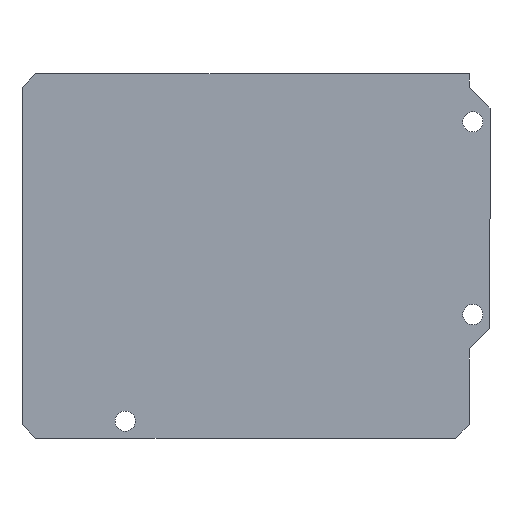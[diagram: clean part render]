
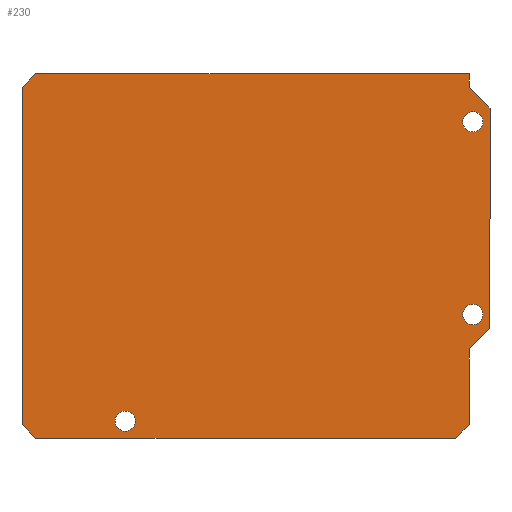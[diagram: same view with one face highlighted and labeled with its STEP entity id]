
A CAD part, front view. The second image highlights one B-rep face of the part: STEP entity #230.
In plain terms, the highlighted planar face has unit normal (0, -1, 0).
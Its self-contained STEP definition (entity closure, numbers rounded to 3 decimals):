
#7 = CIRCLE ( 'NONE', #382, 1.473 ) ;
#8 = VECTOR ( 'NONE', #507, 1000. ) ;
#10 = VERTEX_POINT ( 'NONE', #435 ) ;
#12 = VERTEX_POINT ( 'NONE', #539 ) ;
#15 = EDGE_CURVE ( 'NONE', #49, #81, #7, .T. ) ;
#23 = VERTEX_POINT ( 'NONE', #587 ) ;
#27 = FACE_BOUND ( 'NONE', #232, .T. ) ;
#44 = PLANE ( 'NONE',  #352 ) ;
#49 = VERTEX_POINT ( 'NONE', #626 ) ;
#51 = VERTEX_POINT ( 'NONE', #590 ) ;
#52 = VECTOR ( 'NONE', #282, 1000. ) ;
#55 = CARTESIAN_POINT ( 'NONE',  ( 31.5, 0., 18.027 ) ) ;
#57 = EDGE_CURVE ( 'NONE', #591, #124, #461, .T. ) ;
#66 = LINE ( 'NONE', #654, #453 ) ;
#81 = VERTEX_POINT ( 'NONE', #513 ) ;
#83 = CARTESIAN_POINT ( 'NONE',  ( 31.5, 0., 20.973 ) ) ;
#84 = VECTOR ( 'NONE', #205, 1000. ) ;
#85 = EDGE_CURVE ( 'NONE', #559, #551, #583, .T. ) ;
#91 = DIRECTION ( 'NONE',  ( 0., 1., 0. ) ) ;
#93 = CARTESIAN_POINT ( 'NONE',  ( -34., 0., -26.5 ) ) ;
#102 = CARTESIAN_POINT ( 'NONE',  ( -19., 0., -24. ) ) ;
#103 = DIRECTION ( 'NONE',  ( 0., 0., -1. ) ) ;
#105 = ORIENTED_EDGE ( 'NONE', *, *, #360, .T. ) ;
#109 = AXIS2_PLACEMENT_3D ( 'NONE', #102, #601, #255 ) ;
#111 = ORIENTED_EDGE ( 'NONE', *, *, #308, .T. ) ;
#113 = ORIENTED_EDGE ( 'NONE', *, *, #336, .F. ) ;
#114 = VECTOR ( 'NONE', #648, 1000. ) ;
#117 = EDGE_CURVE ( 'NONE', #10, #23, #619, .T. ) ;
#118 = EDGE_LOOP ( 'NONE', ( #470, #312, #156, #111, #610, #466, #297, #221, #275, #113, #277 ) ) ;
#120 = ORIENTED_EDGE ( 'NONE', *, *, #57, .T. ) ;
#121 = LINE ( 'NONE', #153, #8 ) ;
#123 = AXIS2_PLACEMENT_3D ( 'NONE', #164, #212, #647 ) ;
#124 = VERTEX_POINT ( 'NONE', #545 ) ;
#136 = CARTESIAN_POINT ( 'NONE',  ( -34., 0., 24.5 ) ) ;
#143 = EDGE_CURVE ( 'NONE', #260, #515, #655, .T. ) ;
#148 = CARTESIAN_POINT ( 'NONE',  ( 31.5, 0., -8.5 ) ) ;
#153 = CARTESIAN_POINT ( 'NONE',  ( 34., 0., 21.5 ) ) ;
#156 = ORIENTED_EDGE ( 'NONE', *, *, #143, .F. ) ;
#159 = DIRECTION ( 'NONE',  ( 0., 1., 0. ) ) ;
#162 = VERTEX_POINT ( 'NONE', #431 ) ;
#164 = CARTESIAN_POINT ( 'NONE',  ( 31.5, 0., 19.5 ) ) ;
#172 = FACE_OUTER_BOUND ( 'NONE', #118, .T. ) ;
#181 = FACE_BOUND ( 'NONE', #266, .T. ) ;
#184 = CARTESIAN_POINT ( 'NONE',  ( -19., 0., -24. ) ) ;
#191 = VECTOR ( 'NONE', #374, 1000. ) ;
#194 = EDGE_CURVE ( 'NONE', #124, #591, #418, .T. ) ;
#205 = DIRECTION ( 'NONE',  ( 1., 0., 0. ) ) ;
#212 = DIRECTION ( 'NONE',  ( 0., 1., 0. ) ) ;
#218 = CARTESIAN_POINT ( 'NONE',  ( 31., 0., -24.5 ) ) ;
#221 = ORIENTED_EDGE ( 'NONE', *, *, #238, .F. ) ;
#222 = ORIENTED_EDGE ( 'NONE', *, *, #330, .T. ) ;
#228 = LINE ( 'NONE', #338, #372 ) ;
#230 = ADVANCED_FACE ( 'NONE', ( #181, #553, #27, #172 ), #44, .F. ) ;
#232 = EDGE_LOOP ( 'NONE', ( #265, #536 ) ) ;
#233 = DIRECTION ( 'NONE',  ( 0., 0., 1. ) ) ;
#238 = EDGE_CURVE ( 'NONE', #620, #253, #66, .T. ) ;
#240 = DIRECTION ( 'NONE',  ( -0.707, 0., -0.707 ) ) ;
#247 = VECTOR ( 'NONE', #390, 1000. ) ;
#249 = CARTESIAN_POINT ( 'NONE',  ( -34., 0., -26.5 ) ) ;
#253 = VERTEX_POINT ( 'NONE', #499 ) ;
#255 = DIRECTION ( 'NONE',  ( 0., 0., 1. ) ) ;
#260 = VERTEX_POINT ( 'NONE', #344 ) ;
#265 = ORIENTED_EDGE ( 'NONE', *, *, #15, .T. ) ;
#266 = EDGE_LOOP ( 'NONE', ( #105, #222 ) ) ;
#271 = DIRECTION ( 'NONE',  ( 0., 0., 1. ) ) ;
#274 = CARTESIAN_POINT ( 'NONE',  ( 31., 0., 26.5 ) ) ;
#275 = ORIENTED_EDGE ( 'NONE', *, *, #519, .F. ) ;
#277 = ORIENTED_EDGE ( 'NONE', *, *, #411, .F. ) ;
#282 = DIRECTION ( 'NONE',  ( 0., 0., -1. ) ) ;
#289 = DIRECTION ( 'NONE',  ( 0., 0., 1. ) ) ;
#297 = ORIENTED_EDGE ( 'NONE', *, *, #315, .F. ) ;
#304 = VERTEX_POINT ( 'NONE', #55 ) ;
#305 = VECTOR ( 'NONE', #361, 1000. ) ;
#306 = DIRECTION ( 'NONE',  ( 0., 1., 0. ) ) ;
#308 = EDGE_CURVE ( 'NONE', #260, #12, #614, .T. ) ;
#312 = ORIENTED_EDGE ( 'NONE', *, *, #439, .T. ) ;
#314 = DIRECTION ( 'NONE',  ( 0.707, 0., 0.707 ) ) ;
#315 = EDGE_CURVE ( 'NONE', #253, #23, #228, .T. ) ;
#318 = EDGE_CURVE ( 'NONE', #10, #12, #512, .T. ) ;
#322 = ORIENTED_EDGE ( 'NONE', *, *, #194, .T. ) ;
#329 = CARTESIAN_POINT ( 'NONE',  ( -32., 0., 26.5 ) ) ;
#330 = EDGE_CURVE ( 'NONE', #304, #574, #392, .T. ) ;
#336 = EDGE_CURVE ( 'NONE', #162, #51, #121, .T. ) ;
#338 = CARTESIAN_POINT ( 'NONE',  ( 31., 0., -26.5 ) ) ;
#344 = CARTESIAN_POINT ( 'NONE',  ( -34., 0., -24.5 ) ) ;
#348 = EDGE_LOOP ( 'NONE', ( #322, #120 ) ) ;
#352 = AXIS2_PLACEMENT_3D ( 'NONE', #589, #159, #289 ) ;
#360 = EDGE_CURVE ( 'NONE', #574, #304, #495, .T. ) ;
#361 = DIRECTION ( 'NONE',  ( 0., 0., -1. ) ) ;
#368 = VECTOR ( 'NONE', #314, 1000. ) ;
#372 = VECTOR ( 'NONE', #103, 1000. ) ;
#374 = DIRECTION ( 'NONE',  ( -0.707, 0., -0.707 ) ) ;
#382 = AXIS2_PLACEMENT_3D ( 'NONE', #184, #533, #385 ) ;
#385 = DIRECTION ( 'NONE',  ( 0., 0., 1. ) ) ;
#387 = CARTESIAN_POINT ( 'NONE',  ( 34., 0., -10.5 ) ) ;
#390 = DIRECTION ( 'NONE',  ( -1., 0., 0. ) ) ;
#392 = CIRCLE ( 'NONE', #611, 1.473 ) ;
#405 = EDGE_CURVE ( 'NONE', #81, #49, #424, .T. ) ;
#411 = EDGE_CURVE ( 'NONE', #551, #162, #562, .T. ) ;
#418 = CIRCLE ( 'NONE', #514, 1.473 ) ;
#424 = CIRCLE ( 'NONE', #109, 1.473 ) ;
#431 = CARTESIAN_POINT ( 'NONE',  ( 31., 0., 24.5 ) ) ;
#435 = CARTESIAN_POINT ( 'NONE',  ( 29., 0., -26.5 ) ) ;
#439 = EDGE_CURVE ( 'NONE', #559, #515, #462, .T. ) ;
#453 = VECTOR ( 'NONE', #240, 1000. ) ;
#461 = CIRCLE ( 'NONE', #615, 1.473 ) ;
#462 = LINE ( 'NONE', #329, #191 ) ;
#466 = ORIENTED_EDGE ( 'NONE', *, *, #117, .T. ) ;
#470 = ORIENTED_EDGE ( 'NONE', *, *, #85, .F. ) ;
#491 = DIRECTION ( 'NONE',  ( 0., 1., 0. ) ) ;
#495 = CIRCLE ( 'NONE', #123, 1.473 ) ;
#499 = CARTESIAN_POINT ( 'NONE',  ( 31., 0., -13.5 ) ) ;
#500 = CARTESIAN_POINT ( 'NONE',  ( 31.5, 0., 19.5 ) ) ;
#507 = DIRECTION ( 'NONE',  ( 0.707, 0., -0.707 ) ) ;
#512 = LINE ( 'NONE', #93, #247 ) ;
#513 = CARTESIAN_POINT ( 'NONE',  ( -19., 0., -25.473 ) ) ;
#514 = AXIS2_PLACEMENT_3D ( 'NONE', #148, #91, #639 ) ;
#515 = VERTEX_POINT ( 'NONE', #136 ) ;
#518 = VECTOR ( 'NONE', #271, 1000. ) ;
#519 = EDGE_CURVE ( 'NONE', #51, #620, #584, .T. ) ;
#533 = DIRECTION ( 'NONE',  ( 0., 1., 0. ) ) ;
#534 = CARTESIAN_POINT ( 'NONE',  ( 31.5, 0., -9.973 ) ) ;
#536 = ORIENTED_EDGE ( 'NONE', *, *, #405, .T. ) ;
#539 = CARTESIAN_POINT ( 'NONE',  ( -32., 0., -26.5 ) ) ;
#545 = CARTESIAN_POINT ( 'NONE',  ( 31.5, 0., -7.027 ) ) ;
#546 = CARTESIAN_POINT ( 'NONE',  ( 31., 0., 26.5 ) ) ;
#551 = VERTEX_POINT ( 'NONE', #274 ) ;
#553 = FACE_BOUND ( 'NONE', #348, .T. ) ;
#559 = VERTEX_POINT ( 'NONE', #633 ) ;
#562 = LINE ( 'NONE', #546, #305 ) ;
#573 = CARTESIAN_POINT ( 'NONE',  ( 34., 0., -26.5 ) ) ;
#574 = VERTEX_POINT ( 'NONE', #83 ) ;
#578 = CARTESIAN_POINT ( 'NONE',  ( 31.5, 0., -8.5 ) ) ;
#583 = LINE ( 'NONE', #612, #84 ) ;
#584 = LINE ( 'NONE', #573, #52 ) ;
#587 = CARTESIAN_POINT ( 'NONE',  ( 31., 0., -24.5 ) ) ;
#589 = CARTESIAN_POINT ( 'NONE',  ( -34., 0., 26.5 ) ) ;
#590 = CARTESIAN_POINT ( 'NONE',  ( 34., 0., 21.5 ) ) ;
#591 = VERTEX_POINT ( 'NONE', #534 ) ;
#593 = CARTESIAN_POINT ( 'NONE',  ( -34., 0., -24.5 ) ) ;
#601 = DIRECTION ( 'NONE',  ( 0., 1., 0. ) ) ;
#608 = DIRECTION ( 'NONE',  ( 0., 0., 1. ) ) ;
#610 = ORIENTED_EDGE ( 'NONE', *, *, #318, .F. ) ;
#611 = AXIS2_PLACEMENT_3D ( 'NONE', #500, #306, #608 ) ;
#612 = CARTESIAN_POINT ( 'NONE',  ( -34., 0., 26.5 ) ) ;
#614 = LINE ( 'NONE', #593, #114 ) ;
#615 = AXIS2_PLACEMENT_3D ( 'NONE', #578, #491, #233 ) ;
#619 = LINE ( 'NONE', #218, #368 ) ;
#620 = VERTEX_POINT ( 'NONE', #387 ) ;
#626 = CARTESIAN_POINT ( 'NONE',  ( -19., 0., -22.527 ) ) ;
#633 = CARTESIAN_POINT ( 'NONE',  ( -32., 0., 26.5 ) ) ;
#639 = DIRECTION ( 'NONE',  ( 0., 0., 1. ) ) ;
#647 = DIRECTION ( 'NONE',  ( 0., 0., 1. ) ) ;
#648 = DIRECTION ( 'NONE',  ( 0.707, 0., -0.707 ) ) ;
#654 = CARTESIAN_POINT ( 'NONE',  ( 34., 0., -10.5 ) ) ;
#655 = LINE ( 'NONE', #249, #518 ) ;
